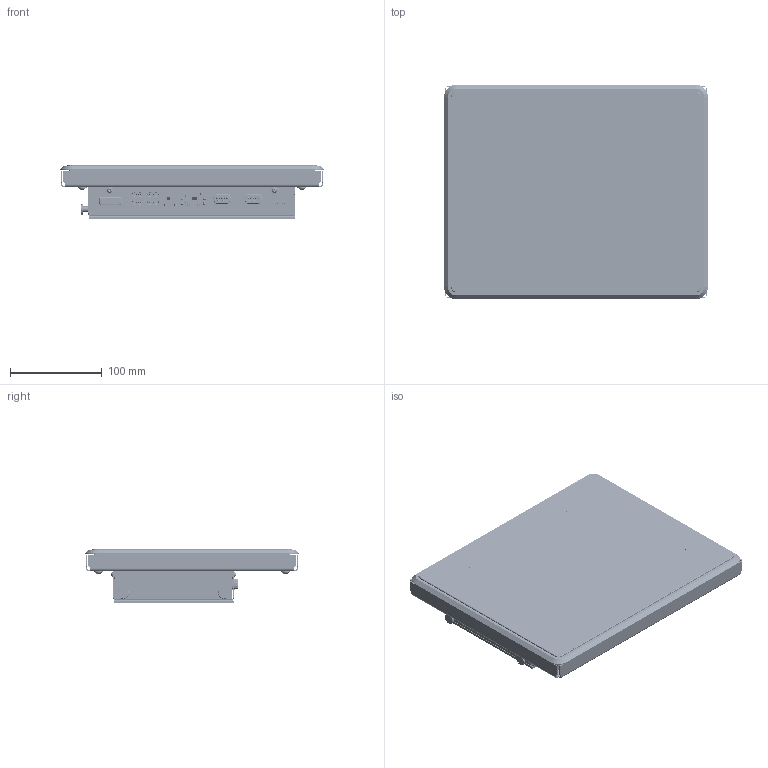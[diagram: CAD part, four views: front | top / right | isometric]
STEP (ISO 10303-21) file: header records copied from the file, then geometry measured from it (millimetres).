
FILE_DESCRIPTION((''),'2;1');
FILE_NAME('PROTOUCH 71 - 10.4'''' Einbau.stp','2014-02-14T13:28:44',('PC107_User'),(''),'Autodesk Inventor 2013','Autodesk Inventor 2013','');
FILE_SCHEMA(('AUTOMOTIVE_DESIGN { 1 0 10303 214 1 1 1 1 }'));
Length unit declared in the file: millimetre
Products named in the file (3): PROTOUCH 71 - 10.4'' Einbau; TFT-HB104PU71G16-A103E; MEC-FG1219
Assembly tree (2 placements, depth 2):
  PROTOUCH 71 - 10.4'' Einbau
    TFT-HB104PU71G16-A103E
    MEC-FG1219
Bounding box: 288 x 234 x 59.51 mm (x, y, z)
Volume: 503852.8 mm3; surface area: 519644.5 mm2
Topology: 11 solids, 51 shells, 7461 faces, 20361 edges, 13165 vertices
Faces by surface type: plane 5351, cylinder 1534, cone 320, sphere 96, bspline 88, torus 70, revolution 2
Full cylindrical faces by diameter (mm): 0.1 x1, 1.02 x8, 1.05 x18, 1.567 x4, 1.8 x3, 2.275 x2, 2.283 x2, 2.3 x2, 2.459 x6, 2.5 x4, 2.7 x2, 3 x46, 3.01 x1, 3.1 x1, 3.2 x14, 3.242 x4, 3.3 x4, 3.4 x6, 3.5 x2, 3.7 x4, 3.8 x14, 3.883 x4, 4 x8, 4.19 x4, 4.2 x14, 4.995 x6, 5 x8, 5.39 x6, 5.4 x6, 5.5 x6
Entity records: 251211 total; most frequent: CARTESIAN_POINT 55558, ORIENTED_EDGE 39600, DIRECTION 37625, EDGE_CURVE 19800, VECTOR 14937, LINE 14937, VERTEX_POINT 13016, AXIS2_PLACEMENT_3D 11343
